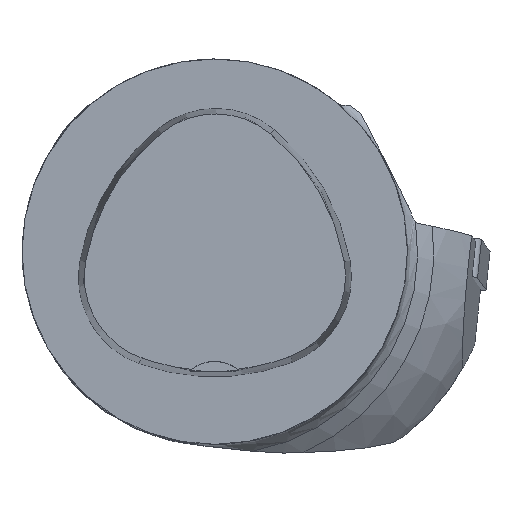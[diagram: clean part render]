
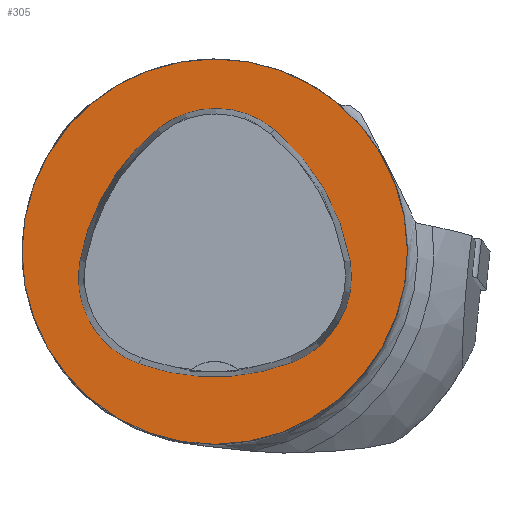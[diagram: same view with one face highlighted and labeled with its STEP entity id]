
A CAD part, top view. The second image highlights one B-rep face of the part: STEP entity #305.
In plain terms, the highlighted planar face has unit normal (0, 0, 1).
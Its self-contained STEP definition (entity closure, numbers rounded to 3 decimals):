
#106=FACE_BOUND('',#514,.T.);
#107=FACE_BOUND('',#515,.T.);
#171=CIRCLE('',#1641,31.5);
#182=CIRCLE('',#1676,36.);
#184=CIRCLE('',#1679,15.);
#186=CIRCLE('',#1682,36.);
#188=CIRCLE('',#1685,15.);
#192=CIRCLE('',#1690,36.);
#194=CIRCLE('',#1693,15.);
#305=ADVANCED_FACE('',(#106,#107),#354,.T.);
#354=PLANE('',#1698);
#514=EDGE_LOOP('',(#886,#887,#888,#889,#890,#891));
#515=EDGE_LOOP('',(#892));
#886=ORIENTED_EDGE('',*,*,#1291,.T.);
#887=ORIENTED_EDGE('',*,*,#1271,.T.);
#888=ORIENTED_EDGE('',*,*,#1275,.T.);
#889=ORIENTED_EDGE('',*,*,#1278,.T.);
#890=ORIENTED_EDGE('',*,*,#1281,.T.);
#891=ORIENTED_EDGE('',*,*,#1289,.T.);
#892=ORIENTED_EDGE('',*,*,#1240,.F.);
#1070=VERTEX_POINT('',#2548);
#1087=VERTEX_POINT('',#2659);
#1088=VERTEX_POINT('',#2660);
#1091=VERTEX_POINT('',#2668);
#1093=VERTEX_POINT('',#2674);
#1095=VERTEX_POINT('',#2680);
#1102=VERTEX_POINT('',#2701);
#1240=EDGE_CURVE('',#1070,#1070,#171,.T.);
#1271=EDGE_CURVE('',#1087,#1088,#182,.T.);
#1275=EDGE_CURVE('',#1088,#1091,#184,.T.);
#1278=EDGE_CURVE('',#1091,#1093,#186,.T.);
#1281=EDGE_CURVE('',#1093,#1095,#188,.T.);
#1289=EDGE_CURVE('',#1095,#1102,#192,.T.);
#1291=EDGE_CURVE('',#1102,#1087,#194,.T.);
#1641=AXIS2_PLACEMENT_3D('',#2547,#1926,#1927);
#1676=AXIS2_PLACEMENT_3D('',#2658,#2007,#2008);
#1679=AXIS2_PLACEMENT_3D('',#2667,#2015,#2016);
#1682=AXIS2_PLACEMENT_3D('',#2673,#2022,#2023);
#1685=AXIS2_PLACEMENT_3D('',#2679,#2029,#2030);
#1690=AXIS2_PLACEMENT_3D('',#2702,#2041,#2042);
#1693=AXIS2_PLACEMENT_3D('',#2705,#2047,#2048);
#1698=AXIS2_PLACEMENT_3D('',#2710,#2057,#2058);
#1926=DIRECTION('',(0.,0.,-1.));
#1927=DIRECTION('',(-1.,0.,0.));
#2007=DIRECTION('',(0.,0.,-1.));
#2008=DIRECTION('',(-1.,0.,0.));
#2015=DIRECTION('',(0.,0.,-1.));
#2016=DIRECTION('',(-1.,0.,0.));
#2022=DIRECTION('',(0.,0.,-1.));
#2023=DIRECTION('',(-1.,0.,0.));
#2029=DIRECTION('',(0.,0.,-1.));
#2030=DIRECTION('',(-1.,0.,0.));
#2041=DIRECTION('',(0.,0.,-1.));
#2042=DIRECTION('',(-1.,0.,0.));
#2047=DIRECTION('',(0.,0.,-1.));
#2048=DIRECTION('',(-1.,0.,0.));
#2057=DIRECTION('',(0.,0.,1.));
#2058=DIRECTION('',(1.,0.,0.));
#2547=CARTESIAN_POINT('',(0.,0.,0.));
#2548=CARTESIAN_POINT('',(-31.5,0.,0.));
#2658=CARTESIAN_POINT('',(13.398,-7.893,0.));
#2659=CARTESIAN_POINT('',(-22.041,-1.562,0.));
#2660=CARTESIAN_POINT('',(-9.317,20.036,0.));
#2667=CARTESIAN_POINT('',(0.148,8.399,0.));
#2668=CARTESIAN_POINT('',(9.779,19.898,0.));
#2673=CARTESIAN_POINT('',(-13.337,-7.7,0.));
#2674=CARTESIAN_POINT('',(22.122,-1.48,0.));
#2679=CARTESIAN_POINT('',(7.347,-4.071,0.));
#2680=CARTESIAN_POINT('',(12.693,-18.087,0.));
#2701=CARTESIAN_POINT('',(-12.373,-18.307,0.));
#2702=CARTESIAN_POINT('',(-0.137,15.55,0.));
#2705=CARTESIAN_POINT('',(-7.275,-4.2,0.));
#2710=CARTESIAN_POINT('',(0.,0.,0.));
